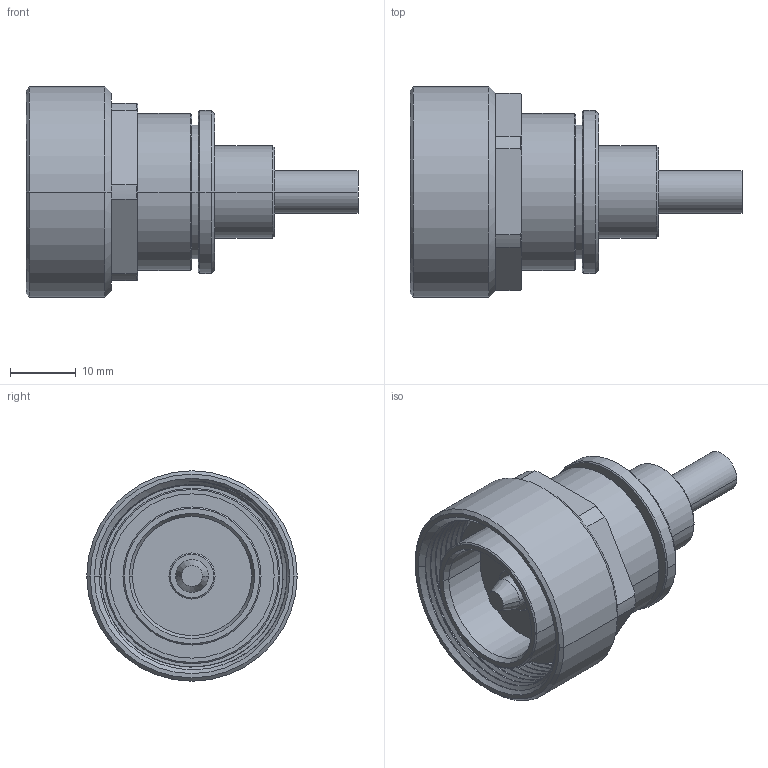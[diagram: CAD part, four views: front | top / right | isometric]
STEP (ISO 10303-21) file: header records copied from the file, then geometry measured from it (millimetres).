
FILE_DESCRIPTION((''),'2;1');
FILE_NAME('272103_SW0001','2020-08-06T11:05:57',('Kaviyarasan'),(''),'CREO PARAMETRIC BY PTC INC, 2019444','CREO PARAMETRIC BY PTC INC, 2019444','');
FILE_SCHEMA(('CONFIG_CONTROL_DESIGN'));
Length unit declared in the file: millimetre
Products named in the file (1): 272103_SW0001
Bounding box: 50.5 x 32 x 32 mm (x, y, z)
Volume: 15438.8 mm3; surface area: 7981.9 mm2
Topology: 1 solids, 1 shells, 128 faces, 289 edges, 178 vertices
Faces by surface type: cylinder 52, cone 37, plane 30, bspline 9
Entity records: 8208 total; most frequent: CARTESIAN_POINT 5346, DIRECTION 590, ORIENTED_EDGE 578, EDGE_CURVE 289, AXIS2_PLACEMENT_3D 240, VERTEX_POINT 178, EDGE_LOOP 143, FACE_OUTER_BOUND 128
